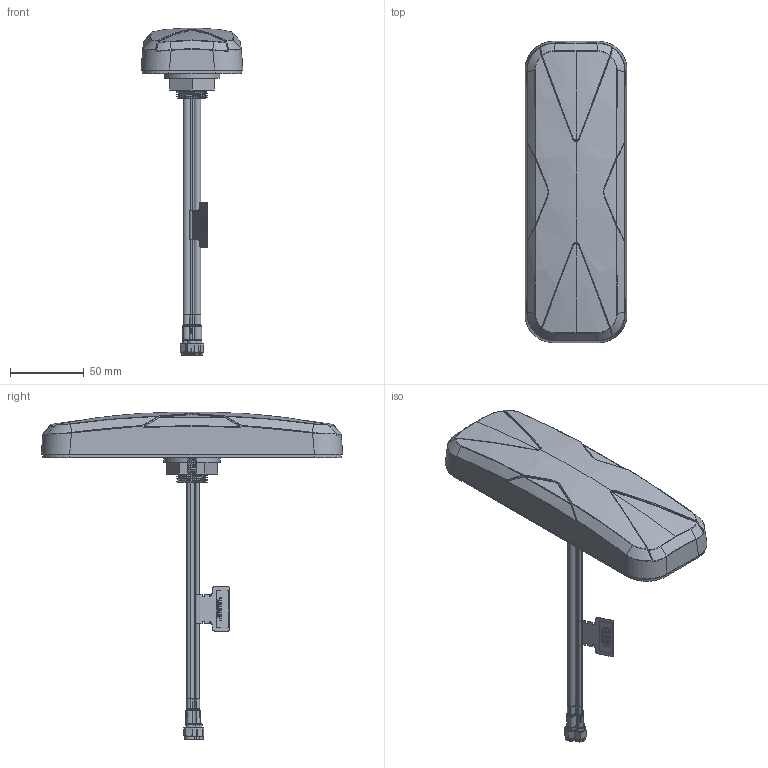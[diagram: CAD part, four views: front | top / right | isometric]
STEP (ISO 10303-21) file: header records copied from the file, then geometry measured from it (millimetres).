
FILE_DESCRIPTION (( 'STEP AP214' ), '1' );
FILE_NAME ('MA172.A.LBC.001_web.STEP', '2022-03-14T15:12:10', ( '' ), ( '' ), 'SwSTEP 2.0', 'SolidWorks 2018', '' );
FILE_SCHEMA (( 'AUTOMOTIVE_DESIGN' ));
Length unit declared in the file: millimetre
Products named in the file (1): MA172.A.LBC.001_web
Bounding box: 68.96 x 203.95 x 221.6 mm (x, y, z)
Surface area: 55238.4 mm2 (no closed solid volume)
Topology: 0 solids, 46 shells, 378 faces, 1554 edges, 1207 vertices
Faces by surface type: cylinder 118, plane 116, bspline 89, torus 32, cone 23
Entity records: 43367 total; most frequent: CARTESIAN_POINT 28034, ORIENTED_EDGE 2226, DIRECTION 1899, EDGE_CURVE 1554, VERTEX_POINT 1207, VECTOR 737, LINE 737, AXIS2_PLACEMENT_3D 581
